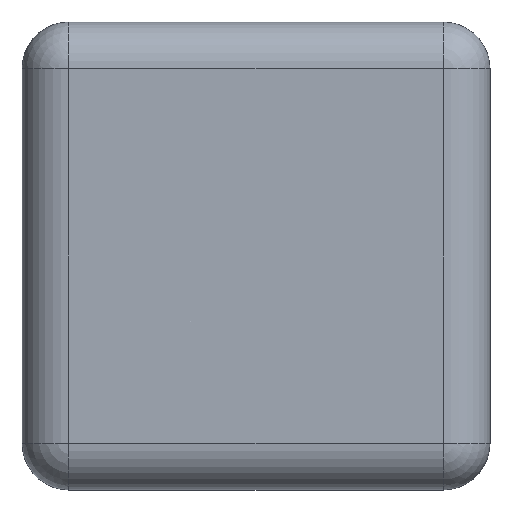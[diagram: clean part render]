
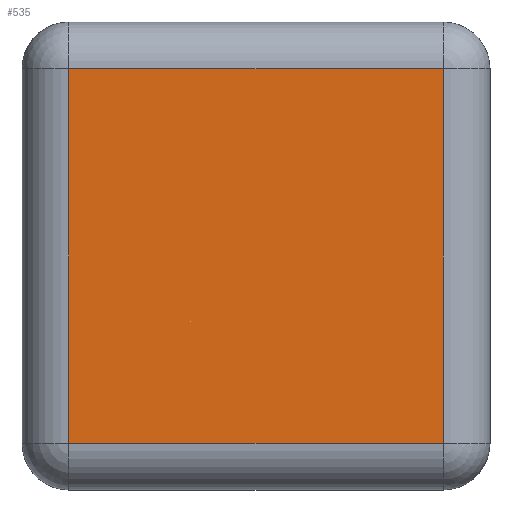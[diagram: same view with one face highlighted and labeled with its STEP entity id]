
A CAD part, front view. The second image highlights one B-rep face of the part: STEP entity #535.
In plain terms, the highlighted planar face has unit normal (0, -1, 0).
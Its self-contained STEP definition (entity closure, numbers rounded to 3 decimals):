
#2 = VECTOR ( 'NONE', #2712, 1000. ) ;
#43 = LINE ( 'NONE', #1271, #2 ) ;
#217 = CARTESIAN_POINT ( 'NONE',  ( 10., 0., 10. ) ) ;
#235 = DIRECTION ( 'NONE',  ( -1., 0., 0. ) ) ;
#271 = DIRECTION ( 'NONE',  ( 0., 0., 1. ) ) ;
#296 = CARTESIAN_POINT ( 'NONE',  ( 10., 0., 90. ) ) ;
#307 = CARTESIAN_POINT ( 'NONE',  ( 0., 0., 100. ) ) ;
#515 = CARTESIAN_POINT ( 'NONE',  ( 90., 0., 10. ) ) ;
#535 = ADVANCED_FACE ( 'NONE', ( #1492 ), #579, .F. ) ;
#579 = PLANE ( 'NONE',  #2343 ) ;
#832 = LINE ( 'NONE', #515, #2739 ) ;
#953 = ORIENTED_EDGE ( 'NONE', *, *, #1357, .T. ) ;
#1127 = CARTESIAN_POINT ( 'NONE',  ( 90., 0., 90. ) ) ;
#1165 = CARTESIAN_POINT ( 'NONE',  ( 10., 0., 100. ) ) ;
#1173 = CARTESIAN_POINT ( 'NONE',  ( 90., 0., 10. ) ) ;
#1207 = ORIENTED_EDGE ( 'NONE', *, *, #1876, .T. ) ;
#1271 = CARTESIAN_POINT ( 'NONE',  ( 90., 0., 100. ) ) ;
#1357 = EDGE_CURVE ( 'NONE', #2326, #1846, #43, .T. ) ;
#1444 = VECTOR ( 'NONE', #1820, 1000. ) ;
#1478 = CARTESIAN_POINT ( 'NONE',  ( 0., 0., 90. ) ) ;
#1492 = FACE_OUTER_BOUND ( 'NONE', #2980, .T. ) ;
#1687 = DIRECTION ( 'NONE',  ( 1., 0., 0. ) ) ;
#1820 = DIRECTION ( 'NONE',  ( 0., 0., -1. ) ) ;
#1846 = VERTEX_POINT ( 'NONE', #1127 ) ;
#1876 = EDGE_CURVE ( 'NONE', #3683, #2326, #832, .T. ) ;
#2130 = ORIENTED_EDGE ( 'NONE', *, *, #3729, .T. ) ;
#2300 = VERTEX_POINT ( 'NONE', #296 ) ;
#2326 = VERTEX_POINT ( 'NONE', #1173 ) ;
#2343 = AXIS2_PLACEMENT_3D ( 'NONE', #307, #2955, #271 ) ;
#2387 = VECTOR ( 'NONE', #235, 1000. ) ;
#2607 = LINE ( 'NONE', #1478, #2387 ) ;
#2636 = EDGE_CURVE ( 'NONE', #2300, #3683, #2882, .T. ) ;
#2712 = DIRECTION ( 'NONE',  ( 0., 0., 1. ) ) ;
#2739 = VECTOR ( 'NONE', #1687, 1000. ) ;
#2882 = LINE ( 'NONE', #1165, #1444 ) ;
#2955 = DIRECTION ( 'NONE',  ( 0., 1., 0. ) ) ;
#2980 = EDGE_LOOP ( 'NONE', ( #3184, #1207, #953, #2130 ) ) ;
#3184 = ORIENTED_EDGE ( 'NONE', *, *, #2636, .T. ) ;
#3683 = VERTEX_POINT ( 'NONE', #217 ) ;
#3729 = EDGE_CURVE ( 'NONE', #1846, #2300, #2607, .T. ) ;
